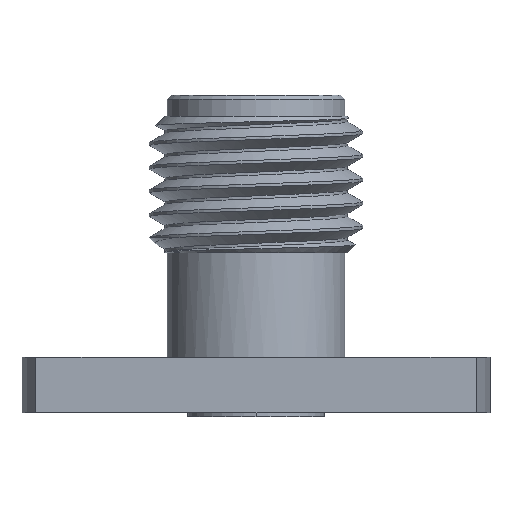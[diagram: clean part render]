
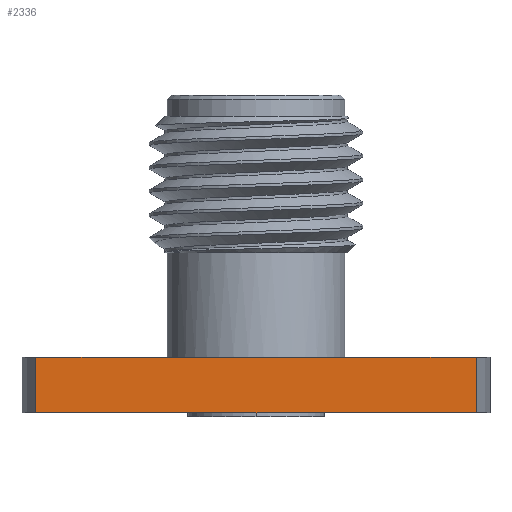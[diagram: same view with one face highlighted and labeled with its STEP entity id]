
A CAD part, left-side view. The second image highlights one B-rep face of the part: STEP entity #2336.
In plain terms, the highlighted planar face has unit normal (-1, 0, 0).
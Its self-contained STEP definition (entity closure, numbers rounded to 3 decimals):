
#138 = ORIENTED_EDGE ( 'NONE', *, *, #2351, .F. ) ;
#281 = LINE ( 'NONE', #4707, #3300 ) ;
#310 = DIRECTION ( 'NONE',  ( 0., -1., 0. ) ) ;
#528 = EDGE_CURVE ( 'NONE', #1010, #4308, #3373, .T. ) ;
#655 = DIRECTION ( 'NONE',  ( 0., -1., 0. ) ) ;
#690 = CARTESIAN_POINT ( 'NONE',  ( -2.415, -6.554, -1.65 ) ) ;
#772 = CARTESIAN_POINT ( 'NONE',  ( -2.415, 1.091, 0. ) ) ;
#972 = DIRECTION ( 'NONE',  ( 0., -1., 0. ) ) ;
#1010 = VERTEX_POINT ( 'NONE', #1983 ) ;
#1414 = EDGE_CURVE ( 'NONE', #3567, #4391, #281, .T. ) ;
#1452 = VECTOR ( 'NONE', #972, 1000. ) ;
#1507 = VECTOR ( 'NONE', #2424, 1000. ) ;
#1634 = VERTEX_POINT ( 'NONE', #4736 ) ;
#1709 = ORIENTED_EDGE ( 'NONE', *, *, #528, .T. ) ;
#1915 = ORIENTED_EDGE ( 'NONE', *, *, #4276, .T. ) ;
#1983 = CARTESIAN_POINT ( 'NONE',  ( -2.415, -6.554, -1.65 ) ) ;
#2104 = DIRECTION ( 'NONE',  ( -1., 0., 0. ) ) ;
#2204 = CARTESIAN_POINT ( 'NONE',  ( -2.415, 6.554, -1.65 ) ) ;
#2253 = VECTOR ( 'NONE', #655, 1000. ) ;
#2318 = AXIS2_PLACEMENT_3D ( 'NONE', #690, #2104, #3221 ) ;
#2336 = ADVANCED_FACE ( 'NONE', ( #4710 ), #4693, .T. ) ;
#2351 = EDGE_CURVE ( 'NONE', #4391, #4483, #2879, .T. ) ;
#2424 = DIRECTION ( 'NONE',  ( 0., 0., 1. ) ) ;
#2613 = VECTOR ( 'NONE', #3559, 1000. ) ;
#2828 = CARTESIAN_POINT ( 'NONE',  ( -2.415, -6.554, -1.65 ) ) ;
#2879 = LINE ( 'NONE', #3979, #2253 ) ;
#3162 = ORIENTED_EDGE ( 'NONE', *, *, #4243, .F. ) ;
#3180 = CARTESIAN_POINT ( 'NONE',  ( -2.415, -6.554, 0. ) ) ;
#3187 = CARTESIAN_POINT ( 'NONE',  ( -2.415, -6.554, -1.65 ) ) ;
#3221 = DIRECTION ( 'NONE',  ( 0., 0., 1. ) ) ;
#3300 = VECTOR ( 'NONE', #3974, 1000. ) ;
#3373 = LINE ( 'NONE', #2828, #1507 ) ;
#3382 = EDGE_CURVE ( 'NONE', #1634, #4308, #4129, .T. ) ;
#3553 = ORIENTED_EDGE ( 'NONE', *, *, #3382, .F. ) ;
#3559 = DIRECTION ( 'NONE',  ( 0., -1., 0. ) ) ;
#3567 = VERTEX_POINT ( 'NONE', #2204 ) ;
#3719 = EDGE_LOOP ( 'NONE', ( #138, #3920, #1915, #1709, #3553, #3162 ) ) ;
#3920 = ORIENTED_EDGE ( 'NONE', *, *, #1414, .F. ) ;
#3929 = CARTESIAN_POINT ( 'NONE',  ( -2.415, -6.554, 0. ) ) ;
#3974 = DIRECTION ( 'NONE',  ( 0., 0., 1. ) ) ;
#3979 = CARTESIAN_POINT ( 'NONE',  ( -2.415, -6.554, 0. ) ) ;
#4007 = CARTESIAN_POINT ( 'NONE',  ( -2.415, 6.554, 0. ) ) ;
#4129 = LINE ( 'NONE', #3180, #1452 ) ;
#4207 = VECTOR ( 'NONE', #310, 1000. ) ;
#4243 = EDGE_CURVE ( 'NONE', #4483, #1634, #4321, .T. ) ;
#4276 = EDGE_CURVE ( 'NONE', #3567, #1010, #4450, .T. ) ;
#4308 = VERTEX_POINT ( 'NONE', #3929 ) ;
#4321 = LINE ( 'NONE', #4332, #2613 ) ;
#4332 = CARTESIAN_POINT ( 'NONE',  ( -2.415, -6.554, 0. ) ) ;
#4391 = VERTEX_POINT ( 'NONE', #4007 ) ;
#4450 = LINE ( 'NONE', #3187, #4207 ) ;
#4483 = VERTEX_POINT ( 'NONE', #772 ) ;
#4693 = PLANE ( 'NONE',  #2318 ) ;
#4707 = CARTESIAN_POINT ( 'NONE',  ( -2.415, 6.554, -1.65 ) ) ;
#4710 = FACE_OUTER_BOUND ( 'NONE', #3719, .T. ) ;
#4736 = CARTESIAN_POINT ( 'NONE',  ( -2.415, -1.091, 0. ) ) ;
